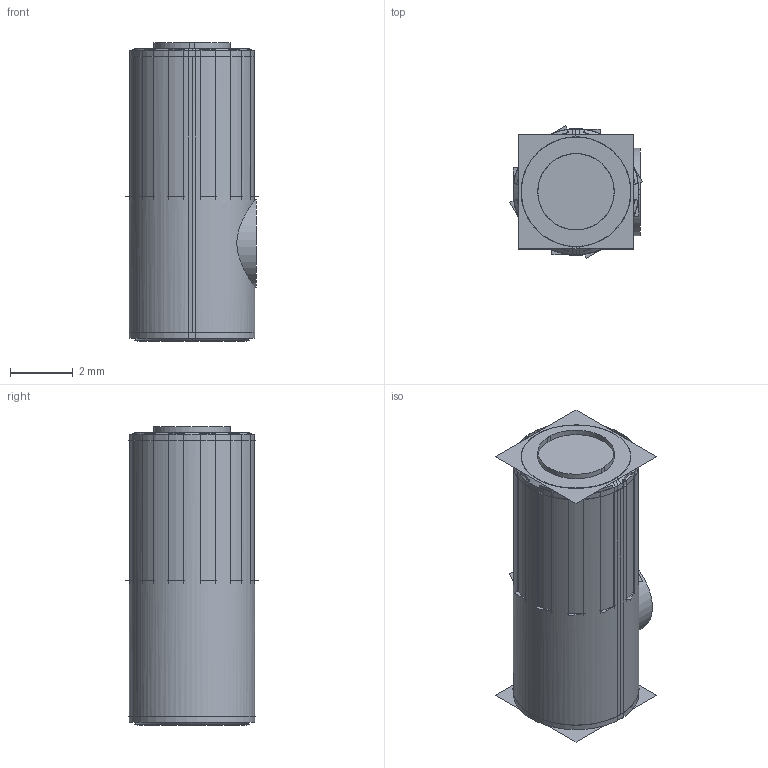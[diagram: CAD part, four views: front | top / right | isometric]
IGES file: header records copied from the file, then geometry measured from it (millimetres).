
Start section:  PTC IGES file: 161939.igs
Global section: file name: 161939.igs; native system: Creo Parametric by PTC Inc.; preprocessor: 2016260; author: pdmadmin; organization: Unknown; date: 20170321.142539; units: millimetre
Bounding box: 4.22 x 4.22 x 9.49 mm (x, y, z)
Volume: 66.6 mm3; surface area: 979.7 mm2
Topology: 1 solids, 1 shells, 128 faces, 634 edges, 772 vertices
Faces by surface type: bspline 106, revolution 22
